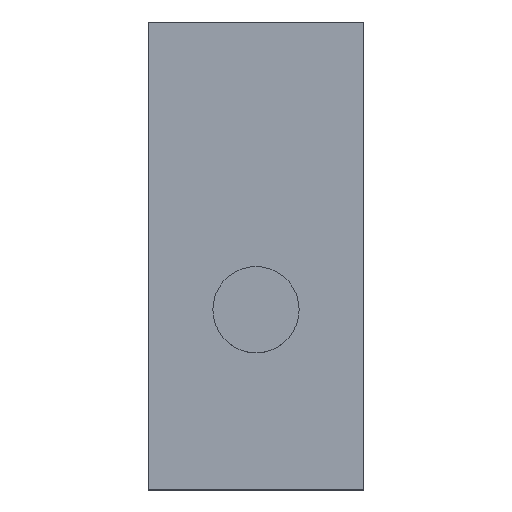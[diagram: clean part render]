
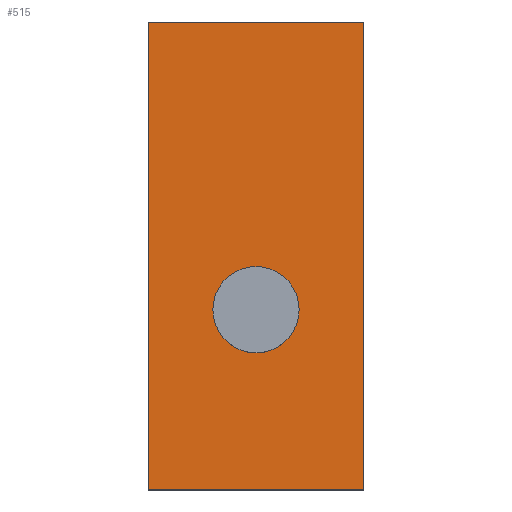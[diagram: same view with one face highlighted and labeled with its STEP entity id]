
A CAD part, top view. The second image highlights one B-rep face of the part: STEP entity #515.
In plain terms, the highlighted planar face has unit normal (0, 0, 1).
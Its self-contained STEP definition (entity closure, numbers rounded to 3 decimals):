
#24 = VERTEX_POINT('',#25);
#25 = CARTESIAN_POINT('',(-2.5,-7.5,12.7));
#32 = PLANE('',#33);
#33 = AXIS2_PLACEMENT_3D('',#34,#35,#36);
#34 = CARTESIAN_POINT('',(-2.5,-7.5,0.));
#35 = DIRECTION('',(0.,1.,0.));
#36 = DIRECTION('',(1.,0.,0.));
#44 = PLANE('',#45);
#45 = AXIS2_PLACEMENT_3D('',#46,#47,#48);
#46 = CARTESIAN_POINT('',(-2.5,25.,0.));
#47 = DIRECTION('',(1.,0.,0.));
#48 = DIRECTION('',(0.,-1.,0.));
#56 = EDGE_CURVE('',#24,#57,#59,.T.);
#57 = VERTEX_POINT('',#58);
#58 = CARTESIAN_POINT('',(12.5,-7.5,12.7));
#59 = SURFACE_CURVE('',#60,(#64,#71),.PCURVE_S1.);
#60 = LINE('',#61,#62);
#61 = CARTESIAN_POINT('',(-2.5,-7.5,12.7));
#62 = VECTOR('',#63,1.);
#63 = DIRECTION('',(1.,0.,0.));
#64 = PCURVE('',#32,#65);
#65 = DEFINITIONAL_REPRESENTATION('',(#66),#70);
#66 = LINE('',#67,#68);
#67 = CARTESIAN_POINT('',(0.,-12.7));
#68 = VECTOR('',#69,1.);
#69 = DIRECTION('',(1.,0.));
#70 = ( GEOMETRIC_REPRESENTATION_CONTEXT(2) 
PARAMETRIC_REPRESENTATION_CONTEXT() REPRESENTATION_CONTEXT('2D SPACE',''
  ) );
#71 = PCURVE('',#72,#77);
#72 = PLANE('',#73);
#73 = AXIS2_PLACEMENT_3D('',#74,#75,#76);
#74 = CARTESIAN_POINT('',(5.,8.75,12.7));
#75 = DIRECTION('',(0.,0.,1.));
#76 = DIRECTION('',(1.,0.,0.));
#77 = DEFINITIONAL_REPRESENTATION('',(#78),#82);
#78 = LINE('',#79,#80);
#79 = CARTESIAN_POINT('',(-7.5,-16.25));
#80 = VECTOR('',#81,1.);
#81 = DIRECTION('',(1.,0.));
#82 = ( GEOMETRIC_REPRESENTATION_CONTEXT(2) 
PARAMETRIC_REPRESENTATION_CONTEXT() REPRESENTATION_CONTEXT('2D SPACE',''
  ) );
#100 = PLANE('',#101);
#101 = AXIS2_PLACEMENT_3D('',#102,#103,#104);
#102 = CARTESIAN_POINT('',(12.5,-7.5,0.));
#103 = DIRECTION('',(-1.,0.,0.));
#104 = DIRECTION('',(0.,1.,0.));
#172 = VERTEX_POINT('',#173);
#173 = CARTESIAN_POINT('',(-2.5,25.,12.7));
#187 = PLANE('',#188);
#188 = AXIS2_PLACEMENT_3D('',#189,#190,#191);
#189 = CARTESIAN_POINT('',(12.5,25.,0.));
#190 = DIRECTION('',(0.,-1.,0.));
#191 = DIRECTION('',(-1.,0.,0.));
#199 = EDGE_CURVE('',#172,#24,#200,.T.);
#200 = SURFACE_CURVE('',#201,(#205,#212),.PCURVE_S1.);
#201 = LINE('',#202,#203);
#202 = CARTESIAN_POINT('',(-2.5,25.,12.7));
#203 = VECTOR('',#204,1.);
#204 = DIRECTION('',(0.,-1.,0.));
#205 = PCURVE('',#44,#206);
#206 = DEFINITIONAL_REPRESENTATION('',(#207),#211);
#207 = LINE('',#208,#209);
#208 = CARTESIAN_POINT('',(0.,-12.7));
#209 = VECTOR('',#210,1.);
#210 = DIRECTION('',(1.,0.));
#211 = ( GEOMETRIC_REPRESENTATION_CONTEXT(2) 
PARAMETRIC_REPRESENTATION_CONTEXT() REPRESENTATION_CONTEXT('2D SPACE',''
  ) );
#212 = PCURVE('',#72,#213);
#213 = DEFINITIONAL_REPRESENTATION('',(#214),#218);
#214 = LINE('',#215,#216);
#215 = CARTESIAN_POINT('',(-7.5,16.25));
#216 = VECTOR('',#217,1.);
#217 = DIRECTION('',(0.,-1.));
#218 = ( GEOMETRIC_REPRESENTATION_CONTEXT(2) 
PARAMETRIC_REPRESENTATION_CONTEXT() REPRESENTATION_CONTEXT('2D SPACE',''
  ) );
#343 = EDGE_CURVE('',#57,#344,#346,.T.);
#344 = VERTEX_POINT('',#345);
#345 = CARTESIAN_POINT('',(12.5,25.,12.7));
#346 = SURFACE_CURVE('',#347,(#351,#358),.PCURVE_S1.);
#347 = LINE('',#348,#349);
#348 = CARTESIAN_POINT('',(12.5,-7.5,12.7));
#349 = VECTOR('',#350,1.);
#350 = DIRECTION('',(0.,1.,0.));
#351 = PCURVE('',#100,#352);
#352 = DEFINITIONAL_REPRESENTATION('',(#353),#357);
#353 = LINE('',#354,#355);
#354 = CARTESIAN_POINT('',(0.,-12.7));
#355 = VECTOR('',#356,1.);
#356 = DIRECTION('',(1.,0.));
#357 = ( GEOMETRIC_REPRESENTATION_CONTEXT(2) 
PARAMETRIC_REPRESENTATION_CONTEXT() REPRESENTATION_CONTEXT('2D SPACE',''
  ) );
#358 = PCURVE('',#72,#359);
#359 = DEFINITIONAL_REPRESENTATION('',(#360),#364);
#360 = LINE('',#361,#362);
#361 = CARTESIAN_POINT('',(7.5,-16.25));
#362 = VECTOR('',#363,1.);
#363 = DIRECTION('',(0.,1.));
#364 = ( GEOMETRIC_REPRESENTATION_CONTEXT(2) 
PARAMETRIC_REPRESENTATION_CONTEXT() REPRESENTATION_CONTEXT('2D SPACE',''
  ) );
#515 = ADVANCED_FACE('',(#516,#542),#72,.T.);
#516 = FACE_BOUND('',#517,.T.);
#517 = EDGE_LOOP('',(#518,#519,#520,#541));
#518 = ORIENTED_EDGE('',*,*,#56,.T.);
#519 = ORIENTED_EDGE('',*,*,#343,.T.);
#520 = ORIENTED_EDGE('',*,*,#521,.T.);
#521 = EDGE_CURVE('',#344,#172,#522,.T.);
#522 = SURFACE_CURVE('',#523,(#527,#534),.PCURVE_S1.);
#523 = LINE('',#524,#525);
#524 = CARTESIAN_POINT('',(12.5,25.,12.7));
#525 = VECTOR('',#526,1.);
#526 = DIRECTION('',(-1.,0.,0.));
#527 = PCURVE('',#72,#528);
#528 = DEFINITIONAL_REPRESENTATION('',(#529),#533);
#529 = LINE('',#530,#531);
#530 = CARTESIAN_POINT('',(7.5,16.25));
#531 = VECTOR('',#532,1.);
#532 = DIRECTION('',(-1.,0.));
#533 = ( GEOMETRIC_REPRESENTATION_CONTEXT(2) 
PARAMETRIC_REPRESENTATION_CONTEXT() REPRESENTATION_CONTEXT('2D SPACE',''
  ) );
#534 = PCURVE('',#187,#535);
#535 = DEFINITIONAL_REPRESENTATION('',(#536),#540);
#536 = LINE('',#537,#538);
#537 = CARTESIAN_POINT('',(0.,-12.7));
#538 = VECTOR('',#539,1.);
#539 = DIRECTION('',(1.,0.));
#540 = ( GEOMETRIC_REPRESENTATION_CONTEXT(2) 
PARAMETRIC_REPRESENTATION_CONTEXT() REPRESENTATION_CONTEXT('2D SPACE',''
  ) );
#541 = ORIENTED_EDGE('',*,*,#199,.T.);
#542 = FACE_BOUND('',#543,.T.);
#543 = EDGE_LOOP('',(#544));
#544 = ORIENTED_EDGE('',*,*,#545,.F.);
#545 = EDGE_CURVE('',#546,#546,#548,.T.);
#546 = VERTEX_POINT('',#547);
#547 = CARTESIAN_POINT('',(8.,5.,12.7));
#548 = SURFACE_CURVE('',#549,(#554,#561),.PCURVE_S1.);
#549 = CIRCLE('',#550,3.);
#550 = AXIS2_PLACEMENT_3D('',#551,#552,#553);
#551 = CARTESIAN_POINT('',(5.,5.,12.7));
#552 = DIRECTION('',(0.,0.,1.));
#553 = DIRECTION('',(1.,0.,0.));
#554 = PCURVE('',#72,#555);
#555 = DEFINITIONAL_REPRESENTATION('',(#556),#560);
#556 = CIRCLE('',#557,3.);
#557 = AXIS2_PLACEMENT_2D('',#558,#559);
#558 = CARTESIAN_POINT('',(0.,-3.75));
#559 = DIRECTION('',(1.,0.));
#560 = ( GEOMETRIC_REPRESENTATION_CONTEXT(2) 
PARAMETRIC_REPRESENTATION_CONTEXT() REPRESENTATION_CONTEXT('2D SPACE',''
  ) );
#561 = PCURVE('',#562,#567);
#562 = CYLINDRICAL_SURFACE('',#563,3.);
#563 = AXIS2_PLACEMENT_3D('',#564,#565,#566);
#564 = CARTESIAN_POINT('',(5.,5.,12.7));
#565 = DIRECTION('',(-0.,-0.,-1.));
#566 = DIRECTION('',(1.,0.,0.));
#567 = DEFINITIONAL_REPRESENTATION('',(#568),#572);
#568 = LINE('',#569,#570);
#569 = CARTESIAN_POINT('',(-0.,0.));
#570 = VECTOR('',#571,1.);
#571 = DIRECTION('',(-1.,0.));
#572 = ( GEOMETRIC_REPRESENTATION_CONTEXT(2) 
PARAMETRIC_REPRESENTATION_CONTEXT() REPRESENTATION_CONTEXT('2D SPACE',''
  ) );
